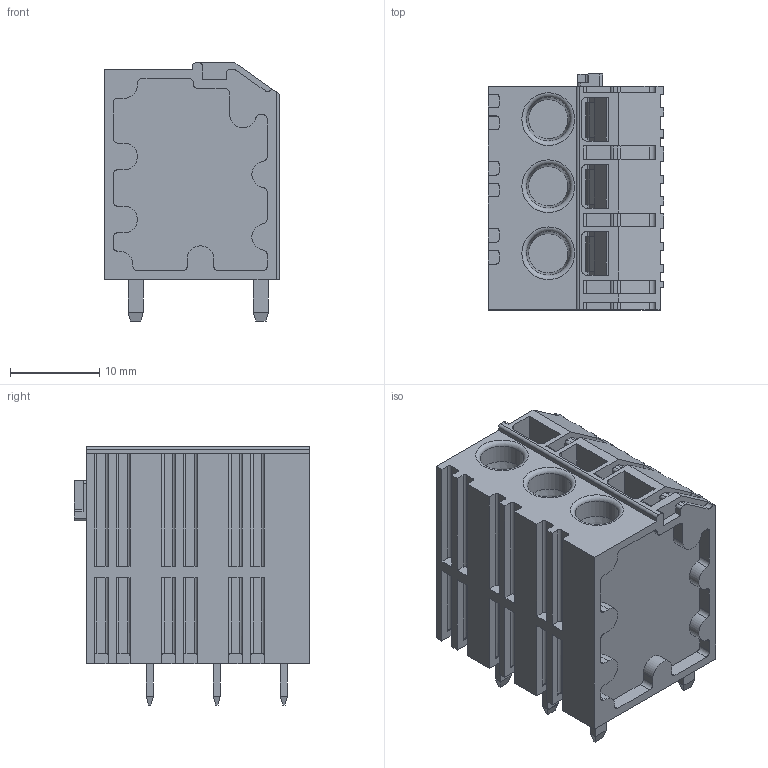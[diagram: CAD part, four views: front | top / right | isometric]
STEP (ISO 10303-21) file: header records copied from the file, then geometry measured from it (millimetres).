
FILE_DESCRIPTION(('STEP AP214'),'1');
FILE_NAME('MP603-7,5-V.stp','2024-09-03T14:09:09',(' '),(' '),'Spatial InterOp 3D',' ',' ');
FILE_SCHEMA(('AUTOMOTIVE_DESIGN { 1 0 10303 214 1 1 1 1 }'));
Length unit declared in the file: metre
Products named in the file (1): 1725390894
Bounding box: 19.6 x 26.35 x 28.85 mm (x, y, z)
Volume: 9828.7 mm3; surface area: 4670.3 mm2
Topology: 1 solids, 1 shells, 559 faces, 1573 edges, 1034 vertices
Faces by surface type: plane 379, cylinder 138, extrusion 36, cone 3, torus 3
Full cylindrical faces by diameter (mm): 4.4 x3, 4.9 x3
Entity records: 22347 total; most frequent: CARTESIAN_POINT 3375, ORIENTED_EDGE 3110, DIRECTION 2838, EDGE_CURVE 1555, VECTOR 1244, LINE 1208, VERTEX_POINT 1028, AXIS2_PLACEMENT_3D 797
